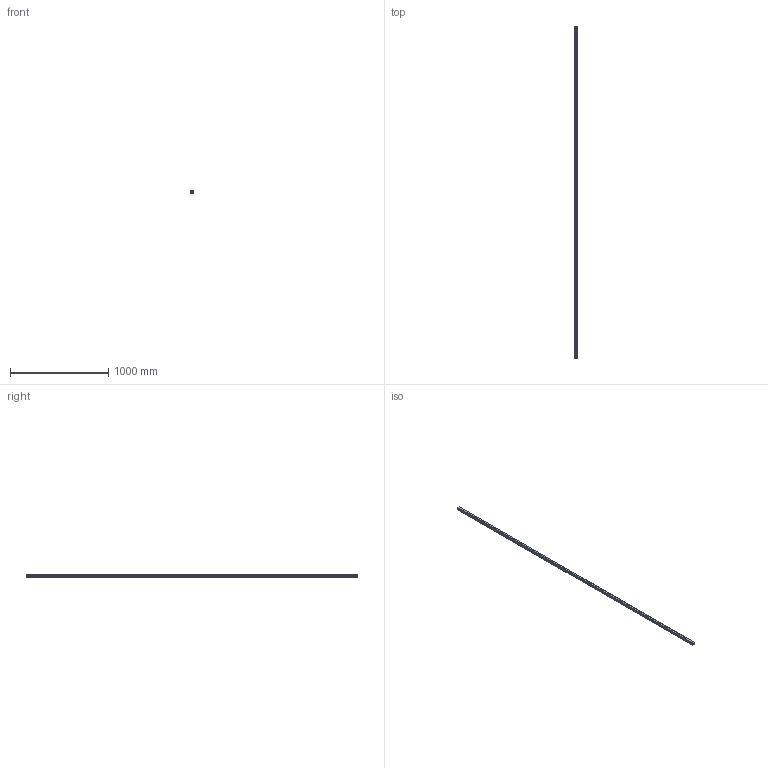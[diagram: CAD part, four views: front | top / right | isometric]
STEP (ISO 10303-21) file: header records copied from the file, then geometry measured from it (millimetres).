
FILE_DESCRIPTION(('STEP AP214'),'1');
FILE_NAME('cctmp_1460A91F-04B4-4FE5-8917-9880929EA7BB_2021_01_26_12_27_28_0114..stp','2021-01-26T11:27:28',('HIWIN GmbH'),('CADClick - www.CADClick.com'),'Spatial InterOp 3D',' ','unknown authorization');
FILE_SCHEMA(('AUTOMOTIVE_DESIGN'));
Length unit declared in the file: millimetre
Products named in the file (1): HGR30T3380C_FILE
Bounding box: 28 x 3380 x 26 mm (x, y, z)
Volume: 2049994 mm3; surface area: 388921.6 mm2
Topology: 1 solids, 1 shells, 287 faces, 757 edges, 433 vertices
Faces by surface type: cylinder 108, plane 93, cone 86
Entity records: 10497 total; most frequent: DIRECTION 1463, CARTESIAN_POINT 1392, ORIENTED_EDGE 1342, EDGE_CURVE 671, AXIS2_PLACEMENT_3D 504, LINE 455, VECTOR 455, VERTEX_POINT 433
